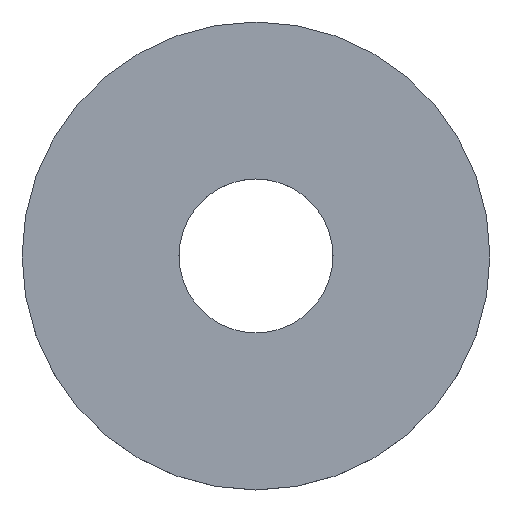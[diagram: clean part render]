
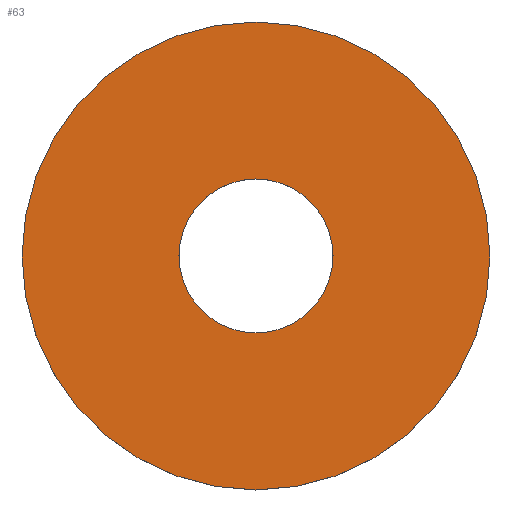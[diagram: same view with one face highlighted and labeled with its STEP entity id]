
A CAD part, top view. The second image highlights one B-rep face of the part: STEP entity #63.
In plain terms, the highlighted planar face has unit normal (0, 0, 1).
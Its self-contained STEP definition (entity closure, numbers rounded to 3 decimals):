
#51=EDGE_CURVE('',#65,#59,#121,.T.);
#57=EDGE_CURVE('',#75,#89,#128,.T.);
#59=VERTEX_POINT('',#130);
#63=ADVANCED_FACE('',(#135,#136),#137,.T.);
#65=VERTEX_POINT('',#139);
#75=VERTEX_POINT('',#150);
#85=EDGE_CURVE('',#89,#75,#162,.T.);
#89=VERTEX_POINT('',#166);
#97=EDGE_CURVE('',#59,#65,#174,.T.);
#121=CIRCLE('',#190,19.75);
#128=CIRCLE('',#199,6.5);
#130=CARTESIAN_POINT('',(19.75,0.,3.0));
#135=FACE_BOUND('',#206,.T.);
#136=FACE_OUTER_BOUND('',#207,.T.);
#137=PLANE('',#208);
#139=CARTESIAN_POINT('',(-19.75,0.0,3.0));
#150=CARTESIAN_POINT('',(-6.5,0.0,3.0));
#162=CIRCLE('',#236,6.5);
#166=CARTESIAN_POINT('',(6.5,0.,3.0));
#174=CIRCLE('',#254,19.75);
#190=AXIS2_PLACEMENT_3D('',#266,#267,#268);
#199=AXIS2_PLACEMENT_3D('',#280,#281,#282);
#206=EDGE_LOOP('',(#292,#293));
#207=EDGE_LOOP('',(#294,#295));
#208=AXIS2_PLACEMENT_3D('',#296,#297,#298);
#236=AXIS2_PLACEMENT_3D('',#320,#321,#322);
#254=AXIS2_PLACEMENT_3D('',#328,#329,#330);
#266=CARTESIAN_POINT('',(0.0,0.0,3.0));
#267=DIRECTION('',(0.0,0.0,-1.0));
#268=DIRECTION('',(-1.0,0.0,0.0));
#280=CARTESIAN_POINT('',(0.0,0.0,3.0));
#281=DIRECTION('',(0.0,0.0,-1.0));
#282=DIRECTION('',(1.0,0.0,0.0));
#292=ORIENTED_EDGE('',*,*,#57,.T.);
#293=ORIENTED_EDGE('',*,*,#85,.T.);
#294=ORIENTED_EDGE('',*,*,#51,.F.);
#295=ORIENTED_EDGE('',*,*,#97,.F.);
#296=CARTESIAN_POINT('',(0.0,0.0,3.0));
#297=DIRECTION('',(0.0,0.0,1.0));
#298=DIRECTION('',(1.0,0.0,0.0));
#320=CARTESIAN_POINT('',(0.0,0.0,3.0));
#321=DIRECTION('',(0.0,0.0,-1.0));
#322=DIRECTION('',(1.0,0.0,0.0));
#328=CARTESIAN_POINT('',(0.0,0.0,3.0));
#329=DIRECTION('',(0.0,0.0,-1.0));
#330=DIRECTION('',(-1.0,0.0,0.0));
